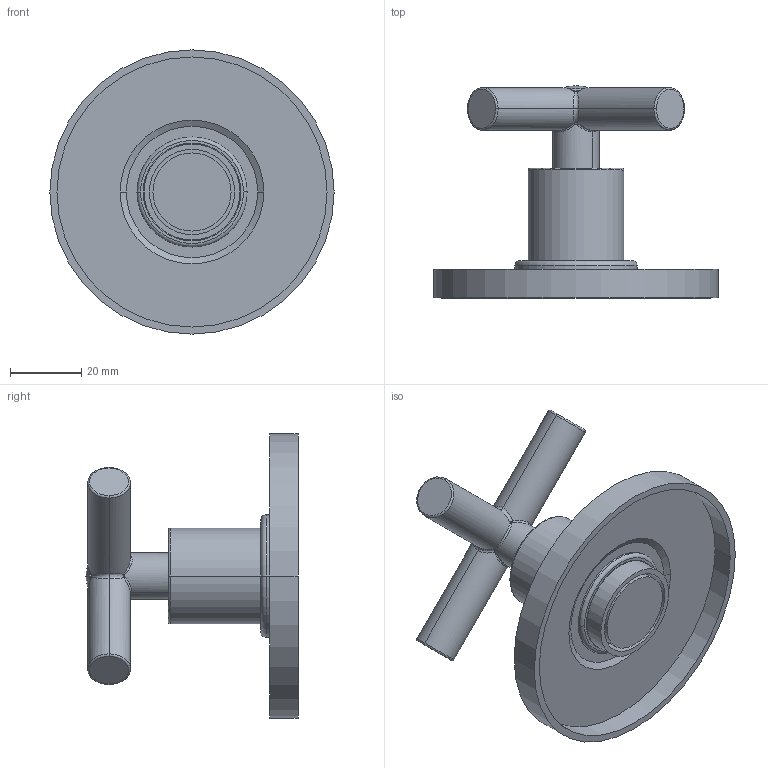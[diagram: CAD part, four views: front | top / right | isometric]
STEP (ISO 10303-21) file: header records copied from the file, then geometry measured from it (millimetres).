
FILE_DESCRIPTION((''),'2;1');
FILE_NAME('ZDEV079CRQTV','2021-11-23T11:19:54',('ut3'),('PAFFONI SpA'),'CREO PARAMETRIC BY PTC INC, 2020044','CREO PARAMETRIC BY PTC INC, 2020044','');
FILE_SCHEMA(('CONFIG_CONTROL_DESIGN','SHAPE_APPEARANCE_LAYERS_GROUPS'));
Length unit declared in the file: millimetre
Products named in the file (1): ZDEV079CRQTV
Bounding box: 80 x 59.7 x 80 mm (x, y, z)
Volume: 46144.9 mm3; surface area: 26520.5 mm2
Topology: 1 solids, 1 shells, 216 faces, 510 edges, 308 vertices
Faces by surface type: plane 88, cylinder 52, torus 26, cone 26, bspline 22, sphere 2
Entity records: 9432 total; most frequent: CARTESIAN_POINT 3024, DIRECTION 1022, ORIENTED_EDGE 1012, EDGE_CURVE 506, AXIS2_PLACEMENT_3D 423, VERTEX_POINT 308, EDGE_LOOP 234, CIRCLE 229
